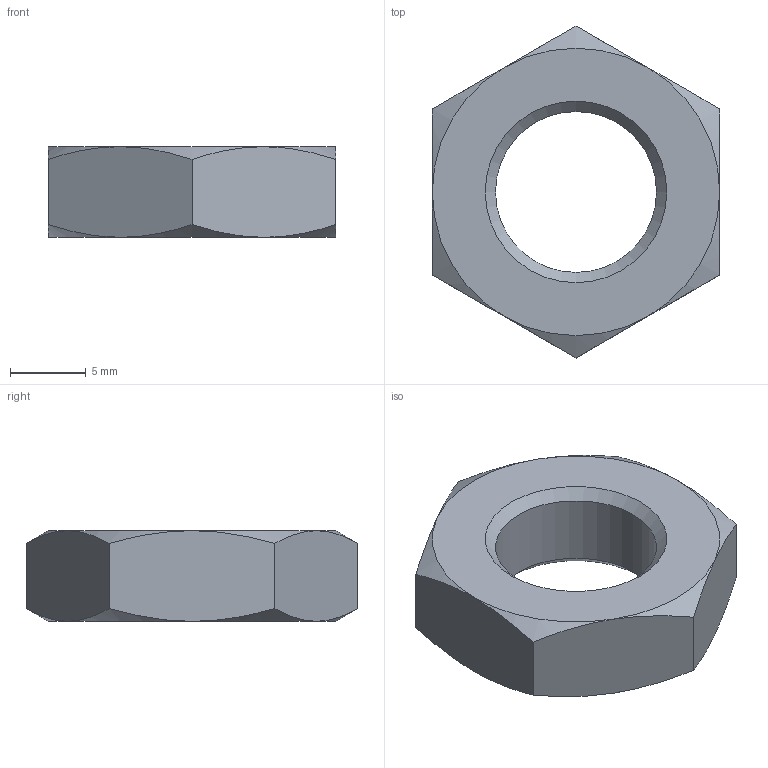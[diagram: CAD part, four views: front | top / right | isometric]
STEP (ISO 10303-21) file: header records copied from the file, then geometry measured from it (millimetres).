
FILE_DESCRIPTION(/* description */ ('STEP AP214'),/* implementation_level */ '2;1');
FILE_NAME(/* name */ '189006_MSK-M12X125',/* time_stamp */ '2024-09-11T20:15:47+02:00',/* author */ ('License CC BY-ND 4.0'),/* organization */ ('CADENAS'),/* preprocessor_version */ 'ST-DEVELOPER v19.3',/* originating_system */ 'PARTsolutions',/* authorisation */ ' ');
FILE_SCHEMA (('AUTOMOTIVE_DESIGN {1 0 10303 214 3 1 1}'));
Length unit declared in the file: millimetre
Products named in the file (1): 189006 MSK-M12x1,25
Bounding box: 19 x 21.94 x 6 mm (x, y, z)
Volume: 1310.5 mm3; surface area: 988.1 mm2
Topology: 1 solids, 1 shells, 23 faces, 49 edges, 28 vertices
Faces by surface type: cone 14, plane 8, cylinder 1
Full cylindrical faces by diameter (mm): 10.647 x1
Entity records: 650 total; most frequent: CARTESIAN_POINT 170, ORIENTED_EDGE 92, DIRECTION 86, EDGE_CURVE 46, AXIS2_PLACEMENT_3D 40, VERTEX_POINT 28, EDGE_LOOP 28, FACE_BOUND 28
